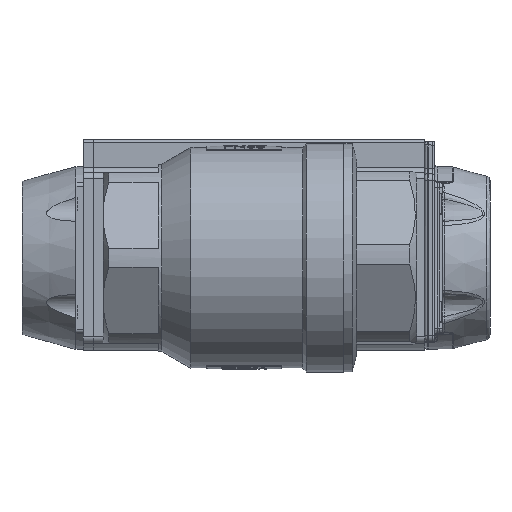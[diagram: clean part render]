
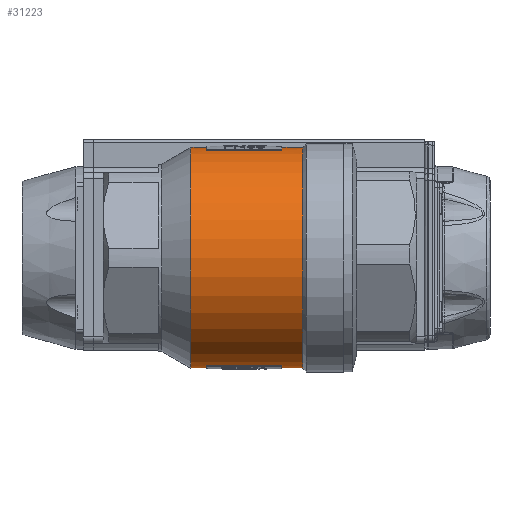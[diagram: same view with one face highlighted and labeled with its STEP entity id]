
A CAD part, front view. The second image highlights one B-rep face of the part: STEP entity #31223.
In plain terms, the highlighted cylindrical face has radius 44 mm (diameter 88 mm), a full revolution.
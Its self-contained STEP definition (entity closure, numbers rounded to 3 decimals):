
#1809=CIRCLE('',#33243,44.);
#1811=CIRCLE('',#33247,44.);
#1853=CIRCLE('',#33411,44.);
#1855=CIRCLE('',#33415,44.);
#1924=CIRCLE('',#33553,44.);
#1925=CIRCLE('',#33554,44.);
#3460=B_SPLINE_CURVE_WITH_KNOTS('',3,(#50758,#50759,#50760,#50761,#50762,
#50763,#50764,#50765,#50766,#50767,#50768,#50769,#50770,#50771,#50772,#50773,
#50774,#50775,#50776,#50777,#50778,#50779,#50780,#50781,#50782),
 .UNSPECIFIED.,.T.,.F.,(1,1,1,1,1,1,1,1,1,1,1,1,1,1,1,1,1,1,1,1,1,1,1,1,
1,1,1,1,1),(-0.009,-0.006,-0.003,
0.,0.003,0.006,0.011,0.017,
0.023,0.029,0.034,0.037,
0.04,0.043,0.046,0.048,
0.051,0.057,0.063,0.068,
0.074,0.08,0.083,0.086,
0.088,0.091,0.094,0.097,
0.103),.UNSPECIFIED.);
#4459=LINE('',#45816,#6341);
#4464=LINE('',#45830,#6346);
#4757=LINE('',#50270,#6639);
#4760=LINE('',#50279,#6642);
#6341=VECTOR('',#36413,1000.);
#6346=VECTOR('',#36426,1000.);
#6639=VECTOR('',#37055,1000.);
#6642=VECTOR('',#37066,1000.);
#9919=ORIENTED_EDGE('',*,*,#17713,.F.);
#9920=ORIENTED_EDGE('',*,*,#17717,.T.);
#9921=ORIENTED_EDGE('',*,*,#17720,.T.);
#9922=ORIENTED_EDGE('',*,*,#17722,.T.);
#9923=ORIENTED_EDGE('',*,*,#18446,.F.);
#9924=ORIENTED_EDGE('',*,*,#18447,.T.);
#9925=ORIENTED_EDGE('',*,*,#18238,.T.);
#9926=ORIENTED_EDGE('',*,*,#18229,.F.);
#9927=ORIENTED_EDGE('',*,*,#18233,.F.);
#9928=ORIENTED_EDGE('',*,*,#18236,.F.);
#9929=ORIENTED_EDGE('',*,*,#18448,.F.);
#17713=EDGE_CURVE('',#22331,#22332,#4459,.T.);
#17717=EDGE_CURVE('',#22331,#22334,#1809,.T.);
#17720=EDGE_CURVE('',#22334,#22336,#4464,.T.);
#17722=EDGE_CURVE('',#22336,#22332,#1811,.T.);
#18229=EDGE_CURVE('',#22677,#22678,#1853,.T.);
#18233=EDGE_CURVE('',#22680,#22677,#4757,.T.);
#18236=EDGE_CURVE('',#22682,#22680,#1855,.T.);
#18238=EDGE_CURVE('',#22682,#22678,#4760,.T.);
#18446=EDGE_CURVE('',#22824,#22824,#1924,.T.);
#18447=EDGE_CURVE('',#22825,#22825,#1925,.T.);
#18448=EDGE_CURVE('',#22826,#22826,#3460,.T.);
#22331=VERTEX_POINT('',#45815);
#22332=VERTEX_POINT('',#45817);
#22334=VERTEX_POINT('',#45823);
#22336=VERTEX_POINT('',#45829);
#22677=VERTEX_POINT('',#50261);
#22678=VERTEX_POINT('',#50263);
#22680=VERTEX_POINT('',#50269);
#22682=VERTEX_POINT('',#50275);
#22824=VERTEX_POINT('',#50755);
#22825=VERTEX_POINT('',#50757);
#22826=VERTEX_POINT('',#50783);
#25796=EDGE_LOOP('',(#9919,#9920,#9921,#9922));
#25797=EDGE_LOOP('',(#9923));
#25798=EDGE_LOOP('',(#9924));
#25799=EDGE_LOOP('',(#9925,#9926,#9927,#9928));
#25800=EDGE_LOOP('',(#9929));
#28262=FACE_BOUND('',#25796,.T.);
#28263=FACE_BOUND('',#25797,.T.);
#28264=FACE_BOUND('',#25798,.T.);
#28265=FACE_BOUND('',#25799,.T.);
#28266=FACE_BOUND('',#25800,.T.);
#30382=CYLINDRICAL_SURFACE('',#33552,44.);
#31223=ADVANCED_FACE('',(#28262,#28263,#28264,#28265,#28266),#30382,.T.);
#33243=AXIS2_PLACEMENT_3D('',#45824,#36420,#36421);
#33247=AXIS2_PLACEMENT_3D('',#45833,#36431,#36432);
#33411=AXIS2_PLACEMENT_3D('',#50262,#37048,#37049);
#33415=AXIS2_PLACEMENT_3D('',#50276,#37061,#37062);
#33552=AXIS2_PLACEMENT_3D('',#50753,#37463,#37464);
#33553=AXIS2_PLACEMENT_3D('',#50754,#37465,#37466);
#33554=AXIS2_PLACEMENT_3D('',#50756,#37467,#37468);
#36413=DIRECTION('',(-1.,0.,0.));
#36420=DIRECTION('',(1.,0.,0.));
#36421=DIRECTION('',(0.,0.,-1.));
#36426=DIRECTION('',(-1.,0.,0.));
#36431=DIRECTION('',(-1.,0.,0.));
#36432=DIRECTION('',(0.,0.,1.));
#37048=DIRECTION('',(1.,0.,0.));
#37049=DIRECTION('',(0.,1.,0.));
#37055=DIRECTION('',(-1.,0.,0.));
#37061=DIRECTION('',(-1.,0.,0.));
#37062=DIRECTION('',(0.,-1.,0.));
#37066=DIRECTION('',(-1.,0.,0.));
#37463=DIRECTION('',(-1.,0.,0.));
#37464=DIRECTION('',(0.,0.,1.));
#37465=DIRECTION('',(-1.,0.,0.));
#37466=DIRECTION('',(0.,0.,1.));
#37467=DIRECTION('',(-1.,0.,0.));
#37468=DIRECTION('',(0.,0.,1.));
#45815=CARTESIAN_POINT('',(9.041,-10.,-42.849));
#45816=CARTESIAN_POINT('',(-62.2,-10.,-42.849));
#45817=CARTESIAN_POINT('',(-20.959,-10.,-42.849));
#45823=CARTESIAN_POINT('',(9.041,10.,-42.849));
#45824=CARTESIAN_POINT('',(9.041,0.,0.));
#45829=CARTESIAN_POINT('',(-20.959,10.,-42.849));
#45830=CARTESIAN_POINT('',(-62.2,10.,-42.849));
#45833=CARTESIAN_POINT('',(-20.959,0.,0.));
#50261=CARTESIAN_POINT('',(-20.959,10.,42.849));
#50262=CARTESIAN_POINT('',(-20.959,0.,0.));
#50263=CARTESIAN_POINT('',(-20.959,-10.,42.849));
#50269=CARTESIAN_POINT('',(9.041,10.,42.849));
#50270=CARTESIAN_POINT('',(-62.2,10.,42.849));
#50275=CARTESIAN_POINT('',(9.041,-10.,42.849));
#50276=CARTESIAN_POINT('',(9.041,0.,0.));
#50279=CARTESIAN_POINT('',(-62.2,-10.,42.849));
#50753=CARTESIAN_POINT('',(-62.2,0.,0.));
#50754=CARTESIAN_POINT('',(-27.2,0.,0.));
#50755=CARTESIAN_POINT('',(-27.2,0.,44.));
#50756=CARTESIAN_POINT('',(17.3,0.,0.));
#50757=CARTESIAN_POINT('',(17.3,0.,44.));
#50758=CARTESIAN_POINT('',(-2.9,41.611,14.304));
#50759=CARTESIAN_POINT('',(0.01,41.508,14.596));
#50760=CARTESIAN_POINT('',(2.858,41.609,14.311));
#50761=CARTESIAN_POINT('',(6.534,41.987,13.191));
#50762=CARTESIAN_POINT('',(10.511,42.792,10.516));
#50763=CARTESIAN_POINT('',(13.726,43.736,5.737));
#50764=CARTESIAN_POINT('',(14.883,44.131,0.019));
#50765=CARTESIAN_POINT('',(13.74,43.74,-5.714));
#50766=CARTESIAN_POINT('',(11.045,42.95,-9.719));
#50767=CARTESIAN_POINT('',(8.142,42.311,-12.11));
#50768=CARTESIAN_POINT('',(5.612,41.893,-13.471));
#50769=CARTESIAN_POINT('',(2.902,41.611,-14.303));
#50770=CARTESIAN_POINT('',(-0.008,41.508,-14.596));
#50771=CARTESIAN_POINT('',(-2.856,41.609,-14.311));
#50772=CARTESIAN_POINT('',(-6.532,41.986,-13.192));
#50773=CARTESIAN_POINT('',(-10.51,42.792,-10.517));
#50774=CARTESIAN_POINT('',(-13.726,43.736,-5.738));
#50775=CARTESIAN_POINT('',(-14.883,44.131,-0.019));
#50776=CARTESIAN_POINT('',(-13.74,43.74,5.715));
#50777=CARTESIAN_POINT('',(-11.044,42.95,9.72));
#50778=CARTESIAN_POINT('',(-8.141,42.311,12.111));
#50779=CARTESIAN_POINT('',(-5.61,41.892,13.471));
#50780=CARTESIAN_POINT('',(-2.9,41.611,14.304));
#50781=CARTESIAN_POINT('',(0.01,41.508,14.596));
#50782=CARTESIAN_POINT('',(2.858,41.609,14.311));
#50783=CARTESIAN_POINT('',(0.,41.542,14.5));
